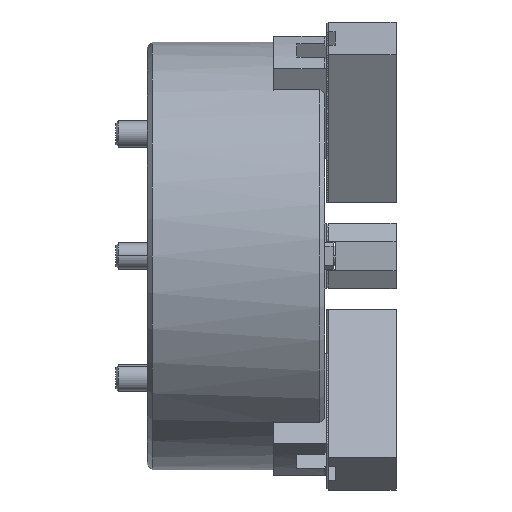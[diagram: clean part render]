
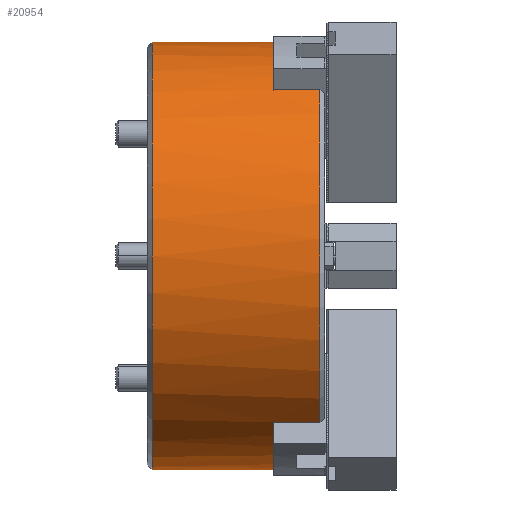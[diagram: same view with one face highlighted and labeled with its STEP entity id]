
A CAD part, front view. The second image highlights one B-rep face of the part: STEP entity #20954.
In plain terms, the highlighted cylindrical face has radius 130 mm (diameter 260 mm), a partial arc.
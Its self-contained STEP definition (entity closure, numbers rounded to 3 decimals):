
#451 = CARTESIAN_POINT ( 'NONE',  ( 0., 0., 130. ) ) ;
#461 = EDGE_CURVE ( 'NONE', #1748, #27824, #20519, .T. ) ;
#1163 = DIRECTION ( 'NONE',  ( 0., 0., -1. ) ) ;
#1748 = VERTEX_POINT ( 'NONE', #30418 ) ;
#1883 = EDGE_CURVE ( 'NONE', #19235, #19837, #12612, .T. ) ;
#1884 = DIRECTION ( 'NONE',  ( 0., 0., -1. ) ) ;
#2042 = ORIENTED_EDGE ( 'NONE', *, *, #15209, .T. ) ;
#2544 = DIRECTION ( 'NONE',  ( 1., 0., 0. ) ) ;
#2830 = EDGE_CURVE ( 'NONE', #36969, #32610, #27446, .T. ) ;
#3054 = CYLINDRICAL_SURFACE ( 'NONE', #8990, 130. ) ;
#3268 = EDGE_CURVE ( 'NONE', #31971, #27824, #33901, .T. ) ;
#3410 = VECTOR ( 'NONE', #16575, 1000. ) ;
#3414 = VERTEX_POINT ( 'NONE', #7030 ) ;
#3678 = EDGE_CURVE ( 'NONE', #4827, #31971, #10319, .T. ) ;
#4374 = CIRCLE ( 'NONE', #35588, 130. ) ;
#4736 = CIRCLE ( 'NONE', #25319, 130. ) ;
#4827 = VERTEX_POINT ( 'NONE', #10754 ) ;
#5227 = ORIENTED_EDGE ( 'NONE', *, *, #3268, .T. ) ;
#5919 = EDGE_CURVE ( 'NONE', #3414, #38589, #4736, .T. ) ;
#6653 = CARTESIAN_POINT ( 'NONE',  ( -3., 0., 0. ) ) ;
#6842 = DIRECTION ( 'NONE',  ( 0., 0., -1. ) ) ;
#6937 = CARTESIAN_POINT ( 'NONE',  ( -3., -81.547, 101.243 ) ) ;
#7030 = CARTESIAN_POINT ( 'NONE',  ( -3., 0., -130. ) ) ;
#7793 = VERTEX_POINT ( 'NONE', #17222 ) ;
#7925 = CARTESIAN_POINT ( 'NONE',  ( -3., -46.906, 121.243 ) ) ;
#7933 = ORIENTED_EDGE ( 'NONE', *, *, #27727, .T. ) ;
#8648 = CARTESIAN_POINT ( 'NONE',  ( -31., -81.547, 101.243 ) ) ;
#8990 = AXIS2_PLACEMENT_3D ( 'NONE', #15945, #35261, #9439 ) ;
#9439 = DIRECTION ( 'NONE',  ( 0., 0., -1. ) ) ;
#9913 = DIRECTION ( 'NONE',  ( 1., 0., 0. ) ) ;
#10319 = LINE ( 'NONE', #10353, #28512 ) ;
#10353 = CARTESIAN_POINT ( 'NONE',  ( 0., -46.906, 121.243 ) ) ;
#10754 = CARTESIAN_POINT ( 'NONE',  ( -31., -46.906, 121.243 ) ) ;
#10809 = ORIENTED_EDGE ( 'NONE', *, *, #3678, .T. ) ;
#11200 = AXIS2_PLACEMENT_3D ( 'NONE', #18680, #2544, #21945 ) ;
#11901 = ORIENTED_EDGE ( 'NONE', *, *, #23041, .T. ) ;
#11930 = EDGE_LOOP ( 'NONE', ( #35313, #2042, #29734, #21124, #22347, #32741, #35165, #7933, #27065, #11901, #10809, #5227 ) ) ;
#12612 = LINE ( 'NONE', #15735, #3410 ) ;
#13028 = DIRECTION ( 'NONE',  ( -1., 0., 0. ) ) ;
#13032 = VERTEX_POINT ( 'NONE', #34811 ) ;
#13164 = CIRCLE ( 'NONE', #11200, 130. ) ;
#13350 = CARTESIAN_POINT ( 'NONE',  ( -31., 0., 0. ) ) ;
#15209 = EDGE_CURVE ( 'NONE', #1748, #13032, #13164, .T. ) ;
#15735 = CARTESIAN_POINT ( 'NONE',  ( 0., -81.547, 101.243 ) ) ;
#15945 = CARTESIAN_POINT ( 'NONE',  ( 0., 0., 0. ) ) ;
#16575 = DIRECTION ( 'NONE',  ( -1., 0., 0. ) ) ;
#17138 = DIRECTION ( 'NONE',  ( -1., 0., 0. ) ) ;
#17164 = CIRCLE ( 'NONE', #40156, 130. ) ;
#17222 = CARTESIAN_POINT ( 'NONE',  ( -31., -46.906, -121.243 ) ) ;
#18037 = CARTESIAN_POINT ( 'NONE',  ( -3., -81.547, -101.243 ) ) ;
#18680 = CARTESIAN_POINT ( 'NONE',  ( -105., 0., 0. ) ) ;
#19235 = VERTEX_POINT ( 'NONE', #6937 ) ;
#19648 = DIRECTION ( 'NONE',  ( -1., 0., 0. ) ) ;
#19686 = DIRECTION ( 'NONE',  ( -1., 0., 0. ) ) ;
#19822 = DIRECTION ( 'NONE',  ( 1., 0., 0. ) ) ;
#19837 = VERTEX_POINT ( 'NONE', #8648 ) ;
#20269 = FACE_OUTER_BOUND ( 'NONE', #11930, .T. ) ;
#20519 = LINE ( 'NONE', #451, #38360 ) ;
#20553 = DIRECTION ( 'NONE',  ( -1., 0., 0. ) ) ;
#20954 = ADVANCED_FACE ( 'NONE', ( #20269 ), #3054, .T. ) ;
#21124 = ORIENTED_EDGE ( 'NONE', *, *, #5919, .T. ) ;
#21740 = EDGE_CURVE ( 'NONE', #7793, #36969, #25300, .T. ) ;
#21945 = DIRECTION ( 'NONE',  ( 0., 0., 1. ) ) ;
#22152 = CARTESIAN_POINT ( 'NONE',  ( -31., 0., 0. ) ) ;
#22347 = ORIENTED_EDGE ( 'NONE', *, *, #37161, .T. ) ;
#22792 = CARTESIAN_POINT ( 'NONE',  ( 0., 0., -130. ) ) ;
#23041 = EDGE_CURVE ( 'NONE', #19837, #4827, #17164, .T. ) ;
#23055 = DIRECTION ( 'NONE',  ( 0., 1., 0. ) ) ;
#24649 = VECTOR ( 'NONE', #19686, 1000. ) ;
#25098 = CARTESIAN_POINT ( 'NONE',  ( -31., -81.547, -101.243 ) ) ;
#25300 = CIRCLE ( 'NONE', #39844, 130. ) ;
#25319 = AXIS2_PLACEMENT_3D ( 'NONE', #6653, #13028, #6842 ) ;
#26485 = CARTESIAN_POINT ( 'NONE',  ( 0., -81.547, -101.243 ) ) ;
#26617 = DIRECTION ( 'NONE',  ( 1., 0., 0. ) ) ;
#27065 = ORIENTED_EDGE ( 'NONE', *, *, #1883, .T. ) ;
#27079 = AXIS2_PLACEMENT_3D ( 'NONE', #38072, #41897, #1884 ) ;
#27446 = LINE ( 'NONE', #26485, #29426 ) ;
#27613 = LINE ( 'NONE', #22792, #36192 ) ;
#27727 = EDGE_CURVE ( 'NONE', #32610, #19235, #4374, .T. ) ;
#27824 = VERTEX_POINT ( 'NONE', #40189 ) ;
#28396 = EDGE_CURVE ( 'NONE', #13032, #3414, #27613, .T. ) ;
#28512 = VECTOR ( 'NONE', #9913, 1000. ) ;
#29304 = CARTESIAN_POINT ( 'NONE',  ( 0., -46.906, -121.243 ) ) ;
#29426 = VECTOR ( 'NONE', #26617, 1000. ) ;
#29734 = ORIENTED_EDGE ( 'NONE', *, *, #28396, .T. ) ;
#29971 = DIRECTION ( 'NONE',  ( 0., 1., 0. ) ) ;
#30418 = CARTESIAN_POINT ( 'NONE',  ( -105., 0., 130. ) ) ;
#31971 = VERTEX_POINT ( 'NONE', #7925 ) ;
#32388 = DIRECTION ( 'NONE',  ( 1., 0., 0. ) ) ;
#32610 = VERTEX_POINT ( 'NONE', #18037 ) ;
#32741 = ORIENTED_EDGE ( 'NONE', *, *, #21740, .T. ) ;
#33901 = CIRCLE ( 'NONE', #27079, 130. ) ;
#34811 = CARTESIAN_POINT ( 'NONE',  ( -105., 0., -130. ) ) ;
#35165 = ORIENTED_EDGE ( 'NONE', *, *, #2830, .T. ) ;
#35261 = DIRECTION ( 'NONE',  ( 1., 0., 0. ) ) ;
#35313 = ORIENTED_EDGE ( 'NONE', *, *, #461, .F. ) ;
#35588 = AXIS2_PLACEMENT_3D ( 'NONE', #39907, #20553, #1163 ) ;
#36192 = VECTOR ( 'NONE', #32388, 1000. ) ;
#36969 = VERTEX_POINT ( 'NONE', #25098 ) ;
#37161 = EDGE_CURVE ( 'NONE', #38589, #7793, #40808, .T. ) ;
#38072 = CARTESIAN_POINT ( 'NONE',  ( -3., 0., 0. ) ) ;
#38360 = VECTOR ( 'NONE', #19822, 1000. ) ;
#38589 = VERTEX_POINT ( 'NONE', #41064 ) ;
#39844 = AXIS2_PLACEMENT_3D ( 'NONE', #22152, #19648, #23055 ) ;
#39907 = CARTESIAN_POINT ( 'NONE',  ( -3., 0., 0. ) ) ;
#40156 = AXIS2_PLACEMENT_3D ( 'NONE', #13350, #17138, #29971 ) ;
#40189 = CARTESIAN_POINT ( 'NONE',  ( -3., 0., 130. ) ) ;
#40808 = LINE ( 'NONE', #29304, #24649 ) ;
#41064 = CARTESIAN_POINT ( 'NONE',  ( -3., -46.906, -121.243 ) ) ;
#41897 = DIRECTION ( 'NONE',  ( -1., 0., 0. ) ) ;
